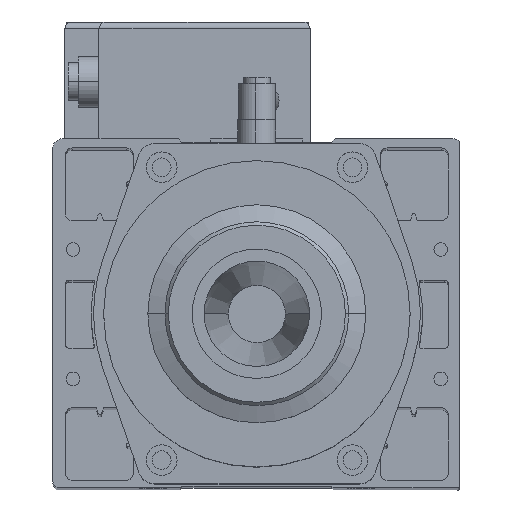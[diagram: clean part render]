
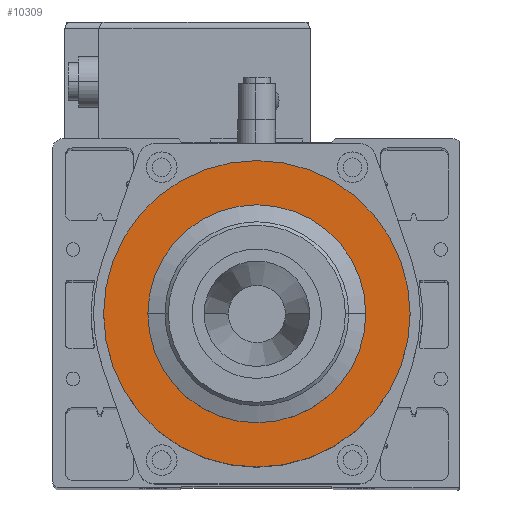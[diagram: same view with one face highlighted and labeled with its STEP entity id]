
A CAD part, top view. The second image highlights one B-rep face of the part: STEP entity #10309.
In plain terms, the highlighted planar face has unit normal (0, 0, 1).
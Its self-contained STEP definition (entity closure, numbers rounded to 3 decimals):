
#1310 = FACE_OUTER_BOUND ( 'NONE', #4967, .T. ) ;
#1338 = FACE_BOUND ( 'NONE', #4962, .T. ) ;
#2493 = CARTESIAN_POINT ( 'NONE',  ( 45., 0., 53. ) ) ;
#2496 = PLANE ( 'NONE',  #14865 ) ;
#2498 = DIRECTION ( 'NONE',  ( 0., 0., -1. ) ) ;
#2499 = DIRECTION ( 'NONE',  ( -1., 0., 0. ) ) ;
#4442 = VERTEX_POINT ( 'NONE', #10546 ) ;
#4446 = VERTEX_POINT ( 'NONE', #10548 ) ;
#4447 = VERTEX_POINT ( 'NONE', #10536 ) ;
#4755 = ORIENTED_EDGE ( 'NONE', *, *, #11414, .F. ) ;
#4756 = ORIENTED_EDGE ( 'NONE', *, *, #15775, .F. ) ;
#4757 = ORIENTED_EDGE ( 'NONE', *, *, #11420, .T. ) ;
#4758 = ORIENTED_EDGE ( 'NONE', *, *, #15774, .T. ) ;
#4962 = EDGE_LOOP ( 'NONE', ( #4757, #4758 ) ) ;
#4967 = EDGE_LOOP ( 'NONE', ( #4755, #4756 ) ) ;
#7505 = VERTEX_POINT ( 'NONE', #11929 ) ;
#7544 = CARTESIAN_POINT ( 'NONE',  ( 0., 0., 53. ) ) ;
#7545 = DIRECTION ( 'NONE',  ( 0., 0., -1. ) ) ;
#7546 = DIRECTION ( 'NONE',  ( -1., 0., 0. ) ) ;
#7558 = CARTESIAN_POINT ( 'NONE',  ( 0., 0., 53. ) ) ;
#7559 = DIRECTION ( 'NONE',  ( 0., 0., -1. ) ) ;
#7560 = DIRECTION ( 'NONE',  ( -1., 0., 0. ) ) ;
#7883 = CARTESIAN_POINT ( 'NONE',  ( 0., 0., 53. ) ) ;
#7884 = DIRECTION ( 'NONE',  ( 0., 0., -1. ) ) ;
#7885 = DIRECTION ( 'NONE',  ( -1., 0., 0. ) ) ;
#7888 = CARTESIAN_POINT ( 'NONE',  ( 0., 0., 53. ) ) ;
#7889 = DIRECTION ( 'NONE',  ( 0., 0., -1. ) ) ;
#7890 = DIRECTION ( 'NONE',  ( -1., 0., 0. ) ) ;
#8558 = CIRCLE ( 'NONE', #12618, 45. ) ;
#8568 = CIRCLE ( 'NONE', #12621, 32. ) ;
#8732 = CIRCLE ( 'NONE', #12684, 32. ) ;
#8733 = CIRCLE ( 'NONE', #12685, 45. ) ;
#10309 = ADVANCED_FACE ( 'NONE', ( #1310, #1338 ), #2496, .F. ) ;
#10536 = CARTESIAN_POINT ( 'NONE',  ( 32., 0., 53. ) ) ;
#10546 = CARTESIAN_POINT ( 'NONE',  ( 45., 0., 53. ) ) ;
#10548 = CARTESIAN_POINT ( 'NONE',  ( -32., 0., 53. ) ) ;
#11414 = EDGE_CURVE ( 'NONE', #7505, #4442, #8558, .T. ) ;
#11420 = EDGE_CURVE ( 'NONE', #4446, #4447, #8568, .T. ) ;
#11929 = CARTESIAN_POINT ( 'NONE',  ( -45., 0., 53. ) ) ;
#12618 = AXIS2_PLACEMENT_3D ( 'NONE', #7544, #7545, #7546 ) ;
#12621 = AXIS2_PLACEMENT_3D ( 'NONE', #7558, #7559, #7560 ) ;
#12684 = AXIS2_PLACEMENT_3D ( 'NONE', #7883, #7884, #7885 ) ;
#12685 = AXIS2_PLACEMENT_3D ( 'NONE', #7888, #7889, #7890 ) ;
#14865 = AXIS2_PLACEMENT_3D ( 'NONE', #2493, #2498, #2499 ) ;
#15774 = EDGE_CURVE ( 'NONE', #4447, #4446, #8732, .T. ) ;
#15775 = EDGE_CURVE ( 'NONE', #4442, #7505, #8733, .T. ) ;
